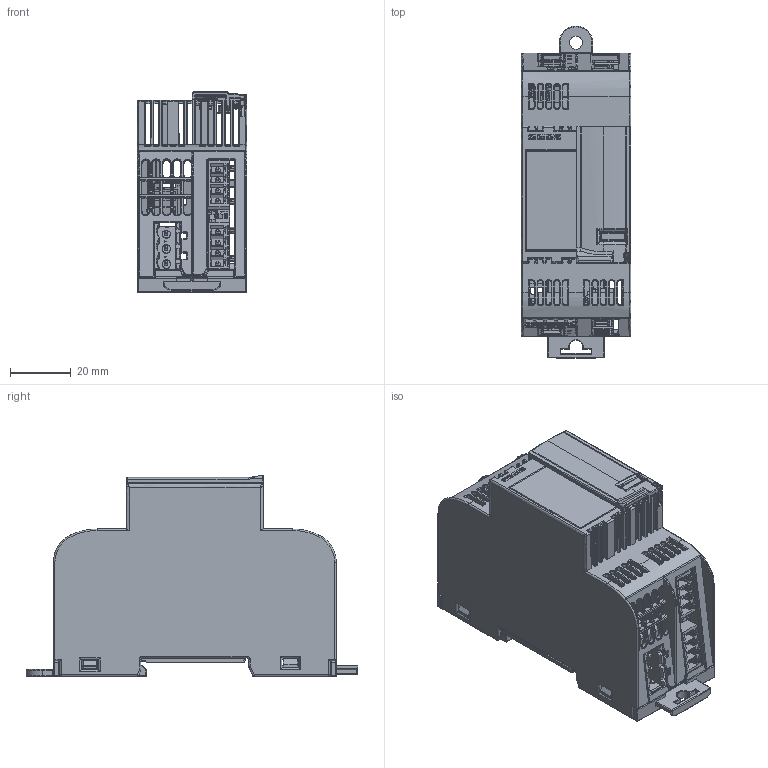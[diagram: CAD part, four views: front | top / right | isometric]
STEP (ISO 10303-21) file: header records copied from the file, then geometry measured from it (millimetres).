
FILE_DESCRIPTION(('STEP AP214'),'1');
FILE_NAME('cctmp_0F68A722-227E-46A2-AF04-61433B82359F_2024_09_26_09_58_42_0012..stp','2024-09-26T07:58:48',('SIEMENS A&D'),('CADClick - www.CADClick.com'),'Spatial InterOp 3D',' ','unknown authorization');
FILE_SCHEMA(('AUTOMOTIVE_DESIGN'));
Length unit declared in the file: millimetre
Products named in the file (347): cc_unnamed; 2024_09_26_09_58_41_0827; 2024_09_26_09_58_41_0796; 2024_09_26_09_58_41_0765; 2024_09_26_09_58_41_0727; 2024_09_26_09_58_41_0695; 2024_09_26_09_58_41_0664; 2024_09_26_09_58_41_0627; 2024_09_26_09_58_41_0596; 2024_09_26_09_58_41_0564; 2024_09_26_09_58_41_0526; 2024_09_26_09_58_41_0495; 2024_09_26_09_58_41_0464; 2024_09_26_09_58_41_0426; 2024_09_26_09_58_41_0395; 2024_09_26_09_58_41_0363; 2024_09_26_09_58_41_0326; 2024_09_26_09_58_41_0294; 2024_09_26_09_58_41_0263; 2024_09_26_09_58_41_0225; 2024_09_26_09_58_41_0194; 2024_09_26_09_58_41_0163; 2024_09_26_09_58_41_0125; 2024_09_26_09_58_41_0093; 2024_09_26_09_58_41_0062; 2024_09_26_09_58_41_0024; 2024_09_26_09_58_40_0993; 2024_09_26_09_58_40_0962; 2024_09_26_09_58_40_0924; 2024_09_26_09_58_40_0893; 2024_09_26_09_58_40_0862; 2024_09_26_09_58_40_0824; 2024_09_26_09_58_40_0793; 2024_09_26_09_58_40_0761; 2024_09_26_09_58_40_0723; 2024_09_26_09_58_40_0692; 2024_09_26_09_58_40_0661; 2024_09_26_09_58_40_0623; 2024_09_26_09_58_40_0592; 2024_09_26_09_58_40_0560 ...
Assembly tree (346 placements, depth 2):
  cc_unnamed
    2024_09_26_09_58_41_0827
    2024_09_26_09_58_41_0796
    2024_09_26_09_58_41_0765
    2024_09_26_09_58_41_0727
    2024_09_26_09_58_41_0695
    2024_09_26_09_58_41_0664
    2024_09_26_09_58_41_0627
    2024_09_26_09_58_41_0596
    2024_09_26_09_58_41_0564
    2024_09_26_09_58_41_0526
    2024_09_26_09_58_41_0495
    2024_09_26_09_58_41_0464
    2024_09_26_09_58_41_0426
    2024_09_26_09_58_41_0395
    2024_09_26_09_58_41_0363
    2024_09_26_09_58_41_0326
    2024_09_26_09_58_41_0294
    2024_09_26_09_58_41_0263
    2024_09_26_09_58_41_0225
    2024_09_26_09_58_41_0194
    2024_09_26_09_58_41_0163
    2024_09_26_09_58_41_0125
    2024_09_26_09_58_41_0093
    2024_09_26_09_58_41_0062
    2024_09_26_09_58_41_0024
    2024_09_26_09_58_40_0993
    2024_09_26_09_58_40_0962
    2024_09_26_09_58_40_0924
    2024_09_26_09_58_40_0893
    2024_09_26_09_58_40_0862
    2024_09_26_09_58_40_0824
    2024_09_26_09_58_40_0793
    2024_09_26_09_58_40_0761
    2024_09_26_09_58_40_0723
    2024_09_26_09_58_40_0692
    2024_09_26_09_58_40_0661
    2024_09_26_09_58_40_0623
    2024_09_26_09_58_40_0592
    2024_09_26_09_58_40_0560
    2024_09_26_09_58_40_0523
    2024_09_26_09_58_40_0492
    2024_09_26_09_58_40_0460
    2024_09_26_09_58_40_0423
    2024_09_26_09_58_40_0391
    2024_09_26_09_58_40_0360
    2024_09_26_09_58_40_0322
    2024_09_26_09_58_40_0291
    2024_09_26_09_58_40_0260
    2024_09_26_09_58_40_0223
    2024_09_26_09_58_40_0191
    2024_09_26_09_58_40_0160
    2024_09_26_09_58_40_0122
    2024_09_26_09_58_40_0091
    2024_09_26_09_58_40_0060
    2024_09_26_09_58_40_0022
    2024_09_26_09_58_39_0990
    2024_09_26_09_58_39_0959
    2024_09_26_09_58_39_0921
    2024_09_26_09_58_39_0890
Bounding box: 36 x 109.15 x 66.08 mm (x, y, z)
Volume: 30815.2 mm3; surface area: 54711.2 mm2
Topology: 51 solids, 389 shells, 5657 faces, 15416 edges, 9992 vertices
Faces by surface type: plane 2751, cylinder 1858, torus 448, sphere 266, bspline 212, extrusion 74, cone 48
Entity records: 256735 total; most frequent: CARTESIAN_POINT 58772, DIRECTION 30237, ORIENTED_EDGE 28608, EDGE_CURVE 15154, AXIS2_PLACEMENT_3D 10200, VERTEX_POINT 9992, VECTOR 9837, LINE 9763
